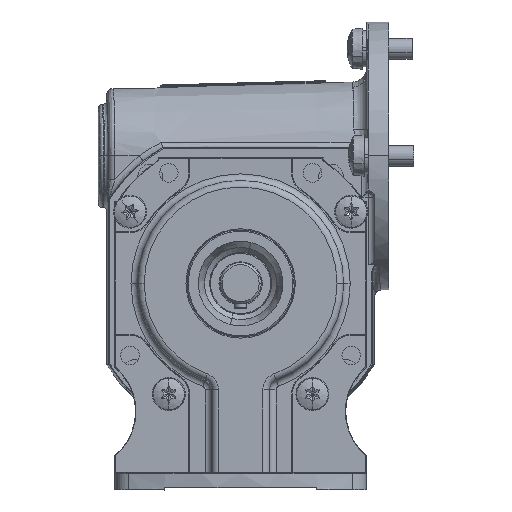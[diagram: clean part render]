
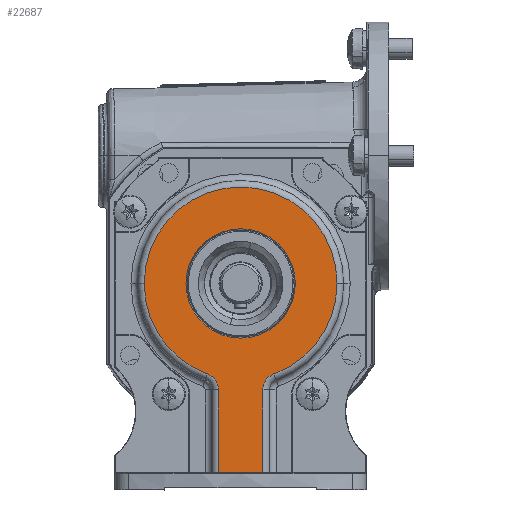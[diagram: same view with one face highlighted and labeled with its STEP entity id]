
A CAD part, top view. The second image highlights one B-rep face of the part: STEP entity #22687.
In plain terms, the highlighted planar face has unit normal (0, 0, 1).
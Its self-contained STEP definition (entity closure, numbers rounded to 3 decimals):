
#3274 = EDGE_LOOP ( 'NONE', ( #26101, #19265, #19433, #19404, #26234, #26066, #26063, #19455 ) ) ;
#3399 = CARTESIAN_POINT ( 'NONE',  ( -5.4, -76.9, 30.5 ) ) ;
#3484 = CARTESIAN_POINT ( 'NONE',  ( -13.264, -31., 30.5 ) ) ;
#3560 = CARTESIAN_POINT ( 'NONE',  ( 5.4, -76.9, 30.5 ) ) ;
#3653 = CARTESIAN_POINT ( 'NONE',  ( -8.084, -52.959, 30.5 ) ) ;
#3789 = DIRECTION ( 'NONE',  ( -1., 0., 0. ) ) ;
#3794 = DIRECTION ( 'NONE',  ( 0., 0., 1. ) ) ;
#3832 = CARTESIAN_POINT ( 'NONE',  ( 9.5, -76.9, 30.5 ) ) ;
#3840 = DIRECTION ( 'NONE',  ( 1., 0., 0. ) ) ;
#3870 = DIRECTION ( 'NONE',  ( -1., 0., 0. ) ) ;
#3871 = DIRECTION ( 'NONE',  ( 0., 0., -1. ) ) ;
#3873 = CARTESIAN_POINT ( 'NONE',  ( 0., -31., 30.5 ) ) ;
#3961 = CARTESIAN_POINT ( 'NONE',  ( 0., -31., 30.5 ) ) ;
#4026 = DIRECTION ( 'NONE',  ( -1., 0., 0. ) ) ;
#4027 = DIRECTION ( 'NONE',  ( 0., 0., -1. ) ) ;
#4030 = CARTESIAN_POINT ( 'NONE',  ( -9.5, -56.807, 30.5 ) ) ;
#4103 = DIRECTION ( 'NONE',  ( -1., 0., 0. ) ) ;
#4105 = DIRECTION ( 'NONE',  ( 0., 0., -1. ) ) ;
#4106 = CARTESIAN_POINT ( 'NONE',  ( 9.5, -56.807, 30.5 ) ) ;
#4687 = CARTESIAN_POINT ( 'NONE',  ( 5.4, -56.807, 30.5 ) ) ;
#5389 = VERTEX_POINT ( 'NONE', #4687 ) ;
#9352 = EDGE_CURVE ( 'NONE', #31100, #31079, #23658, .T. ) ;
#9353 = EDGE_CURVE ( 'NONE', #30918, #15792, #23659, .T. ) ;
#9357 = EDGE_CURVE ( 'NONE', #15832, #5389, #23661, .T. ) ;
#9538 = EDGE_CURVE ( 'NONE', #15890, #15754, #23970, .T. ) ;
#9550 = EDGE_CURVE ( 'NONE', #15792, #15832, #23989, .T. ) ;
#9567 = EDGE_CURVE ( 'NONE', #5389, #31100, #24012, .T. ) ;
#9581 = EDGE_CURVE ( 'NONE', #15754, #30918, #24029, .T. ) ;
#9606 = EDGE_CURVE ( 'NONE', #15509, #15925, #24058, .T. ) ;
#9863 = EDGE_CURVE ( 'NONE', #31079, #15890, #24415, .T. ) ;
#9948 = EDGE_CURVE ( 'NONE', #15925, #15509, #24497, .T. ) ;
#10026 = DIRECTION ( 'NONE',  ( 0., -1., 0. ) ) ;
#10045 = DIRECTION ( 'NONE',  ( -1., 0., 0. ) ) ;
#10219 = DIRECTION ( 'NONE',  ( 0., 1., 0. ) ) ;
#10230 = CARTESIAN_POINT ( 'NONE',  ( -5.4, -56.807, 30.5 ) ) ;
#10303 = CARTESIAN_POINT ( 'NONE',  ( 0., -31., 30.5 ) ) ;
#10372 = CARTESIAN_POINT ( 'NONE',  ( 5.4, -56.807, 30.5 ) ) ;
#10471 = DIRECTION ( 'NONE',  ( 0., 0., 1. ) ) ;
#12791 = CARTESIAN_POINT ( 'NONE',  ( -23.4, -31., 30.5 ) ) ;
#12821 = CARTESIAN_POINT ( 'NONE',  ( 13.264, -31., 30.5 ) ) ;
#15509 = VERTEX_POINT ( 'NONE', #3484 ) ;
#15754 = VERTEX_POINT ( 'NONE', #3653 ) ;
#15792 = VERTEX_POINT ( 'NONE', #3399 ) ;
#15832 = VERTEX_POINT ( 'NONE', #3560 ) ;
#15890 = VERTEX_POINT ( 'NONE', #12791 ) ;
#15925 = VERTEX_POINT ( 'NONE', #12821 ) ;
#17495 = AXIS2_PLACEMENT_3D ( 'NONE', #31753, #31752, #31751 ) ;
#17646 = AXIS2_PLACEMENT_3D ( 'NONE', #32361, #32366, #32367 ) ;
#19265 = ORIENTED_EDGE ( 'NONE', *, *, #9550, .T. ) ;
#19404 = ORIENTED_EDGE ( 'NONE', *, *, #9567, .T. ) ;
#19433 = ORIENTED_EDGE ( 'NONE', *, *, #9357, .T. ) ;
#19455 = ORIENTED_EDGE ( 'NONE', *, *, #9581, .T. ) ;
#19514 = ORIENTED_EDGE ( 'NONE', *, *, #9606, .T. ) ;
#20094 = CARTESIAN_POINT ( 'NONE',  ( 23.4, -31., 30.5 ) ) ;
#20132 = CARTESIAN_POINT ( 'NONE',  ( 8.084, -52.959, 30.5 ) ) ;
#21140 = EDGE_LOOP ( 'NONE', ( #26231, #19514 ) ) ;
#22687 = ADVANCED_FACE ( 'NONE', ( #28703, #28706 ), #32359, .F. ) ;
#23658 = CIRCLE ( 'NONE', #28122, 23.4 ) ;
#23659 = LINE ( 'NONE', #10230, #23664 ) ;
#23661 = LINE ( 'NONE', #10372, #23668 ) ;
#23664 = VECTOR ( 'NONE', #10026, 1000. ) ;
#23668 = VECTOR ( 'NONE', #10219, 1000. ) ;
#23970 = CIRCLE ( 'NONE', #28219, 23.4 ) ;
#23989 = LINE ( 'NONE', #3832, #23992 ) ;
#23992 = VECTOR ( 'NONE', #3840, 1000. ) ;
#24012 = CIRCLE ( 'NONE', #28231, 4.1 ) ;
#24029 = CIRCLE ( 'NONE', #28241, 4.1 ) ;
#24058 = CIRCLE ( 'NONE', #28260, 13.264 ) ;
#24415 = CIRCLE ( 'NONE', #28373, 23.4 ) ;
#24497 = CIRCLE ( 'NONE', #17495, 13.264 ) ;
#26063 = ORIENTED_EDGE ( 'NONE', *, *, #9538, .T. ) ;
#26066 = ORIENTED_EDGE ( 'NONE', *, *, #9863, .T. ) ;
#26101 = ORIENTED_EDGE ( 'NONE', *, *, #9353, .T. ) ;
#26231 = ORIENTED_EDGE ( 'NONE', *, *, #9948, .T. ) ;
#26234 = ORIENTED_EDGE ( 'NONE', *, *, #9352, .T. ) ;
#28122 = AXIS2_PLACEMENT_3D ( 'NONE', #10303, #10471, #10045 ) ;
#28219 = AXIS2_PLACEMENT_3D ( 'NONE', #3961, #3794, #3789 ) ;
#28231 = AXIS2_PLACEMENT_3D ( 'NONE', #4106, #4105, #4103 ) ;
#28241 = AXIS2_PLACEMENT_3D ( 'NONE', #4030, #4027, #4026 ) ;
#28260 = AXIS2_PLACEMENT_3D ( 'NONE', #3873, #3871, #3870 ) ;
#28373 = AXIS2_PLACEMENT_3D ( 'NONE', #28505, #28504, #28501 ) ;
#28501 = DIRECTION ( 'NONE',  ( -1., 0., 0. ) ) ;
#28504 = DIRECTION ( 'NONE',  ( 0., 0., 1. ) ) ;
#28505 = CARTESIAN_POINT ( 'NONE',  ( 0., -31., 30.5 ) ) ;
#28703 = FACE_BOUND ( 'NONE', #21140, .T. ) ;
#28706 = FACE_OUTER_BOUND ( 'NONE', #3274, .T. ) ;
#30717 = CARTESIAN_POINT ( 'NONE',  ( -5.4, -56.807, 30.5 ) ) ;
#30918 = VERTEX_POINT ( 'NONE', #30717 ) ;
#31079 = VERTEX_POINT ( 'NONE', #20094 ) ;
#31100 = VERTEX_POINT ( 'NONE', #20132 ) ;
#31751 = DIRECTION ( 'NONE',  ( -1., 0., 0. ) ) ;
#31752 = DIRECTION ( 'NONE',  ( 0., 0., -1. ) ) ;
#31753 = CARTESIAN_POINT ( 'NONE',  ( 0., -31., 30.5 ) ) ;
#32359 = PLANE ( 'NONE',  #17646 ) ;
#32361 = CARTESIAN_POINT ( 'NONE',  ( 9.5, -56.807, 30.5 ) ) ;
#32366 = DIRECTION ( 'NONE',  ( 0., 0., -1. ) ) ;
#32367 = DIRECTION ( 'NONE',  ( -1., 0., 0. ) ) ;
